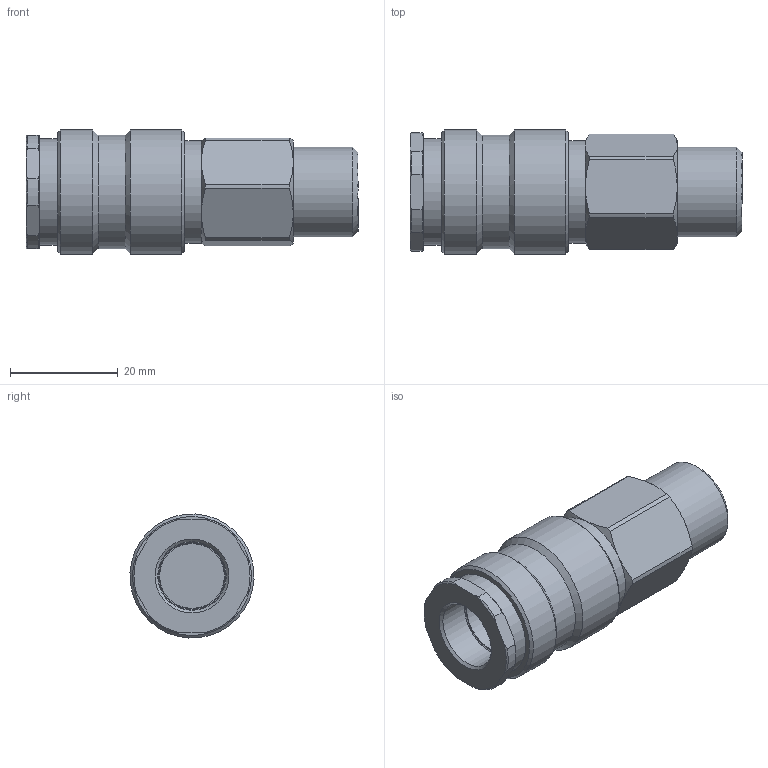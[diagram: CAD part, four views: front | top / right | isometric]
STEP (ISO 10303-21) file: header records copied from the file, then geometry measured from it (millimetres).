
FILE_DESCRIPTION(/* description */ (''),/* implementation_level */ '2;1');
FILE_NAME(/* name */ 'LUE_00027903.stp',/* time_stamp */ '2021-09-07T13:45:40+02:00',/* author */ ('Fabian.schmidt'),/* organization */ (''),/* preprocessor_version */ 'ST-DEVELOPER v17',/* originating_system */ 'Autodesk Inventor 2018',/* authorisation */ '0 mm^3');
FILE_SCHEMA (('AUTOMOTIVE_DESIGN { 1 0 10303 214 3 1 1 }'));
Length unit declared in the file: millimetre
Products named in the file (1): LUE_00027903
Bounding box: 61.5 x 22.97 x 22.97 mm (x, y, z)
Volume: 16488.6 mm3; surface area: 6312.3 mm2
Topology: 1 solids, 1 shells, 80 faces, 198 edges, 130 vertices
Faces by surface type: cone 33, plane 24, cylinder 23
Full cylindrical faces by diameter (mm): 10 x1, 12 x1, 12.7 x1, 16.622 x1, 19 x1, 19.3 x1, 19.75 x1, 20 x1, 21 x1, 23 x2
Entity records: 2494 total; most frequent: CARTESIAN_POINT 505, DIRECTION 406, ORIENTED_EDGE 396, EDGE_CURVE 198, AXIS2_PLACEMENT_3D 175, VERTEX_POINT 130, CIRCLE 94, EDGE_LOOP 90
